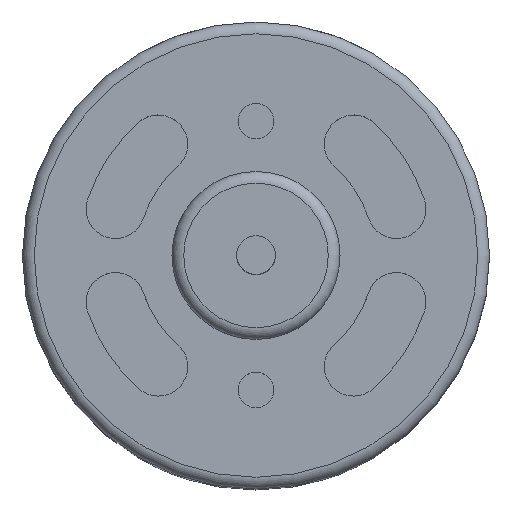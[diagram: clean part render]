
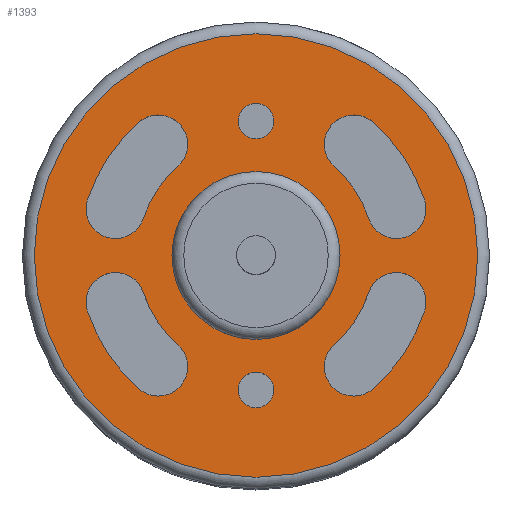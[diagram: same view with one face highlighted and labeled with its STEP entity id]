
A CAD part, top view. The second image highlights one B-rep face of the part: STEP entity #1393.
In plain terms, the highlighted planar face has unit normal (0, 0, 1).
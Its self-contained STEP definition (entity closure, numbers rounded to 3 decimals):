
#27=PLANE('',#1481);
#58=CIRCLE('',#1456,1.75);
#60=CIRCLE('',#1459,7.059);
#62=CIRCLE('',#1462,1.75);
#64=CIRCLE('',#1465,10.559);
#66=CIRCLE('',#1469,1.75);
#68=CIRCLE('',#1472,10.559);
#70=CIRCLE('',#1475,1.75);
#72=CIRCLE('',#1478,7.059);
#74=CIRCLE('',#1482,1.75);
#75=CIRCLE('',#1483,10.559);
#76=CIRCLE('',#1484,1.75);
#77=CIRCLE('',#1485,7.059);
#78=CIRCLE('',#1486,1.057);
#79=CIRCLE('',#1487,1.057);
#80=CIRCLE('',#1488,13.2);
#81=CIRCLE('',#1489,5.);
#82=CIRCLE('',#1490,7.059);
#83=CIRCLE('',#1491,1.75);
#84=CIRCLE('',#1492,10.559);
#85=CIRCLE('',#1493,1.75);
#302=ORIENTED_EDGE('',*,*,#532,.T.);
#303=ORIENTED_EDGE('',*,*,#522,.T.);
#304=ORIENTED_EDGE('',*,*,#526,.T.);
#305=ORIENTED_EDGE('',*,*,#529,.T.);
#306=ORIENTED_EDGE('',*,*,#510,.F.);
#307=ORIENTED_EDGE('',*,*,#520,.F.);
#308=ORIENTED_EDGE('',*,*,#517,.F.);
#309=ORIENTED_EDGE('',*,*,#514,.F.);
#310=ORIENTED_EDGE('',*,*,#534,.F.);
#311=ORIENTED_EDGE('',*,*,#535,.F.);
#312=ORIENTED_EDGE('',*,*,#536,.F.);
#313=ORIENTED_EDGE('',*,*,#537,.F.);
#314=ORIENTED_EDGE('',*,*,#538,.T.);
#315=ORIENTED_EDGE('',*,*,#539,.T.);
#316=ORIENTED_EDGE('',*,*,#540,.T.);
#317=ORIENTED_EDGE('',*,*,#541,.F.);
#318=ORIENTED_EDGE('',*,*,#542,.T.);
#319=ORIENTED_EDGE('',*,*,#543,.T.);
#320=ORIENTED_EDGE('',*,*,#544,.T.);
#321=ORIENTED_EDGE('',*,*,#545,.T.);
#510=EDGE_CURVE('',#634,#635,#58,.T.);
#514=EDGE_CURVE('',#635,#638,#60,.T.);
#517=EDGE_CURVE('',#638,#640,#62,.T.);
#520=EDGE_CURVE('',#640,#634,#64,.T.);
#522=EDGE_CURVE('',#642,#643,#66,.T.);
#526=EDGE_CURVE('',#643,#646,#68,.T.);
#529=EDGE_CURVE('',#646,#648,#70,.T.);
#532=EDGE_CURVE('',#648,#642,#72,.T.);
#534=EDGE_CURVE('',#650,#651,#74,.T.);
#535=EDGE_CURVE('',#652,#650,#75,.T.);
#536=EDGE_CURVE('',#653,#652,#76,.T.);
#537=EDGE_CURVE('',#651,#653,#77,.T.);
#538=EDGE_CURVE('',#654,#654,#78,.T.);
#539=EDGE_CURVE('',#655,#655,#79,.T.);
#540=EDGE_CURVE('',#656,#656,#80,.T.);
#541=EDGE_CURVE('',#657,#657,#81,.T.);
#542=EDGE_CURVE('',#658,#659,#82,.T.);
#543=EDGE_CURVE('',#659,#660,#83,.T.);
#544=EDGE_CURVE('',#660,#661,#84,.T.);
#545=EDGE_CURVE('',#661,#658,#85,.T.);
#634=VERTEX_POINT('',#1921);
#635=VERTEX_POINT('',#1922);
#638=VERTEX_POINT('',#1930);
#640=VERTEX_POINT('',#1936);
#642=VERTEX_POINT('',#1946);
#643=VERTEX_POINT('',#1947);
#646=VERTEX_POINT('',#1955);
#648=VERTEX_POINT('',#1961);
#650=VERTEX_POINT('',#1971);
#651=VERTEX_POINT('',#1972);
#652=VERTEX_POINT('',#1974);
#653=VERTEX_POINT('',#1976);
#654=VERTEX_POINT('',#1979);
#655=VERTEX_POINT('',#1981);
#656=VERTEX_POINT('',#1983);
#657=VERTEX_POINT('',#1985);
#658=VERTEX_POINT('',#1987);
#659=VERTEX_POINT('',#1988);
#660=VERTEX_POINT('',#1990);
#661=VERTEX_POINT('',#1992);
#737=EDGE_LOOP('',(#302,#303,#304,#305));
#738=EDGE_LOOP('',(#306,#307,#308,#309));
#739=EDGE_LOOP('',(#310,#311,#312,#313));
#740=EDGE_LOOP('',(#314));
#741=EDGE_LOOP('',(#315));
#742=EDGE_LOOP('',(#316));
#743=EDGE_LOOP('',(#317));
#744=EDGE_LOOP('',(#318,#319,#320,#321));
#829=FACE_BOUND('',#737,.T.);
#830=FACE_BOUND('',#738,.T.);
#831=FACE_BOUND('',#739,.T.);
#832=FACE_BOUND('',#740,.T.);
#833=FACE_BOUND('',#741,.T.);
#834=FACE_BOUND('',#742,.T.);
#835=FACE_BOUND('',#743,.T.);
#836=FACE_BOUND('',#744,.T.);
#1393=ADVANCED_FACE('',(#829,#830,#831,#832,#833,#834,#835,#836),#27,.T.);
#1456=AXIS2_PLACEMENT_3D('',#1920,#1597,#1598);
#1459=AXIS2_PLACEMENT_3D('',#1929,#1605,#1606);
#1462=AXIS2_PLACEMENT_3D('',#1935,#1612,#1613);
#1465=AXIS2_PLACEMENT_3D('',#1941,#1619,#1620);
#1469=AXIS2_PLACEMENT_3D('',#1945,#1627,#1628);
#1472=AXIS2_PLACEMENT_3D('',#1954,#1635,#1636);
#1475=AXIS2_PLACEMENT_3D('',#1960,#1642,#1643);
#1478=AXIS2_PLACEMENT_3D('',#1966,#1649,#1650);
#1481=AXIS2_PLACEMENT_3D('',#1969,#1655,#1656);
#1482=AXIS2_PLACEMENT_3D('',#1970,#1657,#1658);
#1483=AXIS2_PLACEMENT_3D('',#1973,#1659,#1660);
#1484=AXIS2_PLACEMENT_3D('',#1975,#1661,#1662);
#1485=AXIS2_PLACEMENT_3D('',#1977,#1663,#1664);
#1486=AXIS2_PLACEMENT_3D('',#1978,#1665,#1666);
#1487=AXIS2_PLACEMENT_3D('',#1980,#1667,#1668);
#1488=AXIS2_PLACEMENT_3D('',#1982,#1669,#1670);
#1489=AXIS2_PLACEMENT_3D('',#1984,#1671,#1672);
#1490=AXIS2_PLACEMENT_3D('',#1986,#1673,#1674);
#1491=AXIS2_PLACEMENT_3D('',#1989,#1675,#1676);
#1492=AXIS2_PLACEMENT_3D('',#1991,#1677,#1678);
#1493=AXIS2_PLACEMENT_3D('',#1993,#1679,#1680);
#1597=DIRECTION('',(0.,0.,1.));
#1598=DIRECTION('',(0.,-1.,0.));
#1605=DIRECTION('',(0.,0.,-1.));
#1606=DIRECTION('',(0.,1.,0.));
#1612=DIRECTION('',(0.,0.,1.));
#1613=DIRECTION('',(0.,1.,0.));
#1619=DIRECTION('',(0.,0.,1.));
#1620=DIRECTION('',(0.,1.,0.));
#1627=DIRECTION('',(0.,0.,-1.));
#1628=DIRECTION('',(0.,-1.,0.));
#1635=DIRECTION('',(0.,0.,-1.));
#1636=DIRECTION('',(0.,1.,0.));
#1642=DIRECTION('',(0.,0.,-1.));
#1643=DIRECTION('',(0.,1.,0.));
#1649=DIRECTION('',(0.,0.,1.));
#1650=DIRECTION('',(0.,1.,0.));
#1655=DIRECTION('',(0.,0.,1.));
#1656=DIRECTION('',(1.,0.,0.));
#1657=DIRECTION('',(0.,0.,1.));
#1658=DIRECTION('',(0.,1.,0.));
#1659=DIRECTION('',(0.,0.,1.));
#1660=DIRECTION('',(0.,-1.,0.));
#1661=DIRECTION('',(0.,0.,1.));
#1662=DIRECTION('',(0.,-1.,0.));
#1663=DIRECTION('',(0.,0.,-1.));
#1664=DIRECTION('',(0.,-1.,0.));
#1665=DIRECTION('',(0.,0.,-1.));
#1666=DIRECTION('',(0.,-1.,0.));
#1667=DIRECTION('',(0.,0.,-1.));
#1668=DIRECTION('',(0.,-1.,0.));
#1669=DIRECTION('',(0.,0.,1.));
#1670=DIRECTION('',(1.,0.,0.));
#1671=DIRECTION('',(0.,0.,1.));
#1672=DIRECTION('',(1.,0.,0.));
#1673=DIRECTION('',(0.,0.,1.));
#1674=DIRECTION('',(0.,-1.,0.));
#1675=DIRECTION('',(0.,0.,-1.));
#1676=DIRECTION('',(0.,1.,0.));
#1677=DIRECTION('',(0.,0.,-1.));
#1678=DIRECTION('',(0.,-1.,0.));
#1679=DIRECTION('',(0.,0.,-1.));
#1680=DIRECTION('',(0.,-1.,0.));
#1920=CARTESIAN_POINT('',(5.815,6.617,36.5));
#1921=CARTESIAN_POINT('',(6.97,7.932,36.5));
#1922=CARTESIAN_POINT('',(4.659,5.303,36.5));
#1929=CARTESIAN_POINT('',(0.,0.,36.5));
#1930=CARTESIAN_POINT('',(6.703,2.213,36.5));
#1935=CARTESIAN_POINT('',(8.365,2.762,36.5));
#1936=CARTESIAN_POINT('',(10.027,3.31,36.5));
#1941=CARTESIAN_POINT('',(0.,0.,36.5));
#1945=CARTESIAN_POINT('',(8.365,-2.762,36.5));
#1946=CARTESIAN_POINT('',(6.703,-2.213,36.5));
#1947=CARTESIAN_POINT('',(10.027,-3.31,36.5));
#1954=CARTESIAN_POINT('',(0.,0.,36.5));
#1955=CARTESIAN_POINT('',(6.97,-7.932,36.5));
#1960=CARTESIAN_POINT('',(5.815,-6.617,36.5));
#1961=CARTESIAN_POINT('',(4.659,-5.303,36.5));
#1966=CARTESIAN_POINT('',(0.,0.,36.5));
#1969=CARTESIAN_POINT('',(5.,0.,36.5));
#1970=CARTESIAN_POINT('',(-5.815,-6.617,36.5));
#1971=CARTESIAN_POINT('',(-6.97,-7.932,36.5));
#1972=CARTESIAN_POINT('',(-4.659,-5.303,36.5));
#1973=CARTESIAN_POINT('',(0.,0.,36.5));
#1974=CARTESIAN_POINT('',(-10.027,-3.31,36.5));
#1975=CARTESIAN_POINT('',(-8.365,-2.762,36.5));
#1976=CARTESIAN_POINT('',(-6.703,-2.213,36.5));
#1977=CARTESIAN_POINT('',(0.,0.,36.5));
#1978=CARTESIAN_POINT('',(0.,8.,36.5));
#1979=CARTESIAN_POINT('',(0.,6.944,36.5));
#1980=CARTESIAN_POINT('',(0.,-8.,36.5));
#1981=CARTESIAN_POINT('',(0.,-9.057,36.5));
#1982=CARTESIAN_POINT('',(0.,0.,36.5));
#1983=CARTESIAN_POINT('',(13.2,0.,36.5));
#1984=CARTESIAN_POINT('',(0.,0.,36.5));
#1985=CARTESIAN_POINT('',(5.,0.,36.5));
#1986=CARTESIAN_POINT('',(0.,0.,36.5));
#1987=CARTESIAN_POINT('',(-4.659,5.303,36.5));
#1988=CARTESIAN_POINT('',(-6.703,2.213,36.5));
#1989=CARTESIAN_POINT('',(-8.365,2.762,36.5));
#1990=CARTESIAN_POINT('',(-10.027,3.31,36.5));
#1991=CARTESIAN_POINT('',(0.,0.,36.5));
#1992=CARTESIAN_POINT('',(-6.97,7.932,36.5));
#1993=CARTESIAN_POINT('',(-5.815,6.617,36.5));
